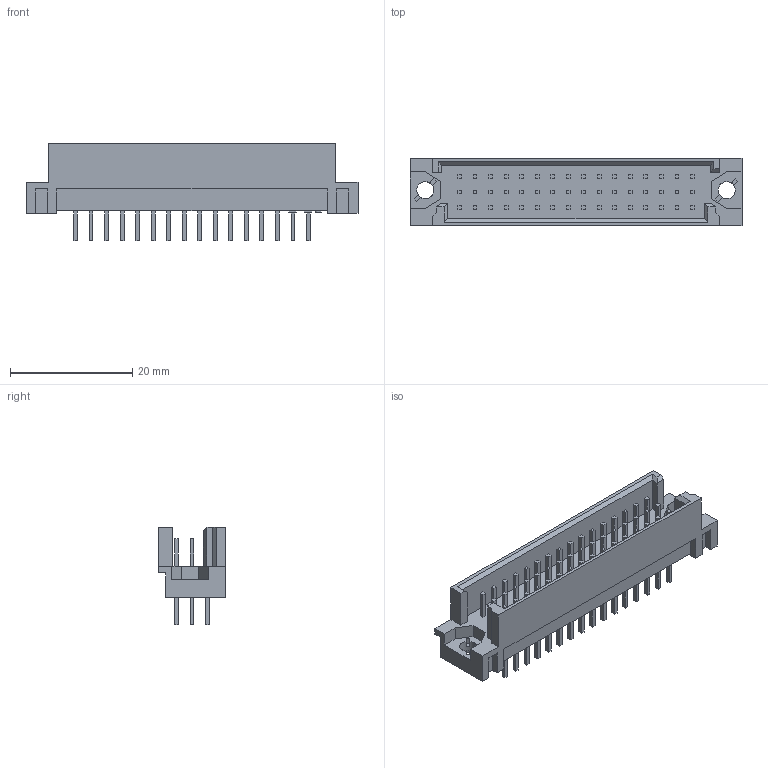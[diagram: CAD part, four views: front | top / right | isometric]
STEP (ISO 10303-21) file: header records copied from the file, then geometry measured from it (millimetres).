
FILE_DESCRIPTION (( 'STEP AP214' ), '1' );
FILE_NAME ('DIN41612_B2_3x16_Vertical_Male.step', '2020-04-17T03:04:58', ( '' ), ( '' ), 'SwSTEP 2.0', 'SolidWorks 2017', '' );
FILE_SCHEMA (( 'AUTOMOTIVE_DESIGN' ));
Length unit declared in the file: millimetre
Products named in the file (1): DIN41612_B2_3x16_Vertical_Male
Bounding box: 54.36 x 11 x 16 mm (x, y, z)
Volume: 3168.5 mm3; surface area: 4314.4 mm2
Topology: 1 solids, 1 shells, 761 faces, 1961 edges, 1305 vertices
Faces by surface type: plane 757, cylinder 4
Entity records: 22705 total; most frequent: CARTESIAN_POINT 4028, ORIENTED_EDGE 3922, DIRECTION 3509, EDGE_CURVE 1961, VECTOR 1937, LINE 1937, VERTEX_POINT 1305, EDGE_LOOP 868
